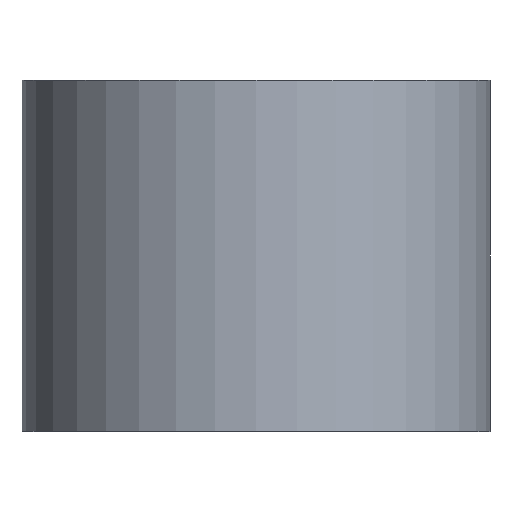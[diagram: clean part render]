
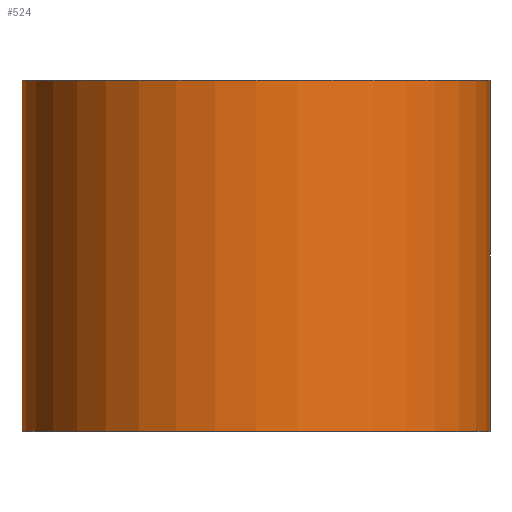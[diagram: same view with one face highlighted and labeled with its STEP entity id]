
A CAD part, top view. The second image highlights one B-rep face of the part: STEP entity #524.
In plain terms, the highlighted cylindrical face has radius 20 mm (diameter 40 mm), a partial arc.
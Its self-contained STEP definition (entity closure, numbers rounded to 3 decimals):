
#256=EDGE_CURVE('',#258,#390,#705,.T.);
#258=VERTEX_POINT('',#707);
#374=EDGE_CURVE('',#466,#390,#842,.T.);
#390=VERTEX_POINT('',#859);
#418=EDGE_CURVE('',#466,#440,#891,.T.);
#440=VERTEX_POINT('',#916);
#466=VERTEX_POINT('',#943);
#524=ADVANCED_FACE('',(#1009),#1010,.T.);
#642=EDGE_CURVE('',#258,#440,#1149,.T.);
#705=LINE('',#1211,#1212);
#707=CARTESIAN_POINT('',(-20.0,30.0,0.));
#842=CIRCLE('',#1383,20.0);
#859=CARTESIAN_POINT('',(-20.0,0.0,0.));
#891=LINE('',#1447,#1448);
#916=CARTESIAN_POINT('',(20.0,30.0,0.0));
#943=CARTESIAN_POINT('',(20.0,0.0,0.0));
#1009=FACE_OUTER_BOUND('',#1599,.T.);
#1010=CYLINDRICAL_SURFACE('',#1600,20.0);
#1149=CIRCLE('',#1774,20.0);
#1211=CARTESIAN_POINT('',(-20.0,15.0,0.));
#1212=VECTOR('',#1830,1.0);
#1383=AXIS2_PLACEMENT_3D('',#2027,#2028,#2029);
#1447=CARTESIAN_POINT('',(20.0,15.0,0.));
#1448=VECTOR('',#2091,1.0);
#1599=EDGE_LOOP('',(#2218,#2219,#2220,#2221));
#1600=AXIS2_PLACEMENT_3D('',#2222,#2223,#2224);
#1774=AXIS2_PLACEMENT_3D('',#2407,#2408,#2409);
#1830=DIRECTION('',(-0.0,-1.0,-0.0));
#2027=CARTESIAN_POINT('',(0.0,0.0,0.0));
#2028=DIRECTION('',(0.0,-1.0,0.0));
#2029=DIRECTION('',(1.0,0.0,0.0));
#2091=DIRECTION('',(0.0,1.0,0.0));
#2218=ORIENTED_EDGE('',*,*,#418,.T.);
#2219=ORIENTED_EDGE('',*,*,#642,.F.);
#2220=ORIENTED_EDGE('',*,*,#256,.T.);
#2221=ORIENTED_EDGE('',*,*,#374,.F.);
#2222=CARTESIAN_POINT('',(0.0,15.0,0.0));
#2223=DIRECTION('',(0.0,-1.0,-0.0));
#2224=DIRECTION('',(1.0,0.0,0.0));
#2407=CARTESIAN_POINT('',(0.0,30.0,0.0));
#2408=DIRECTION('',(-0.0,1.0,0.0));
#2409=DIRECTION('',(1.0,0.0,0.0));
